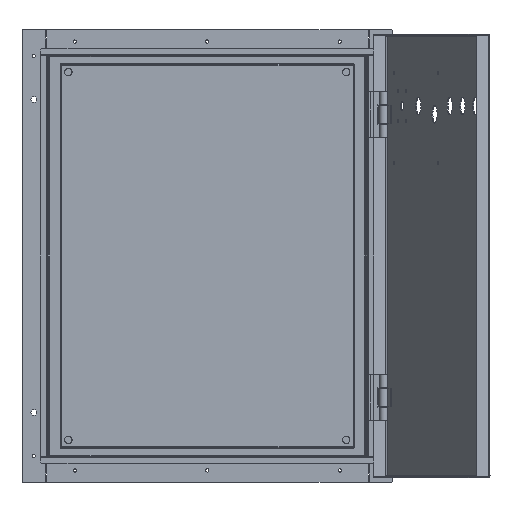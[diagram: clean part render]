
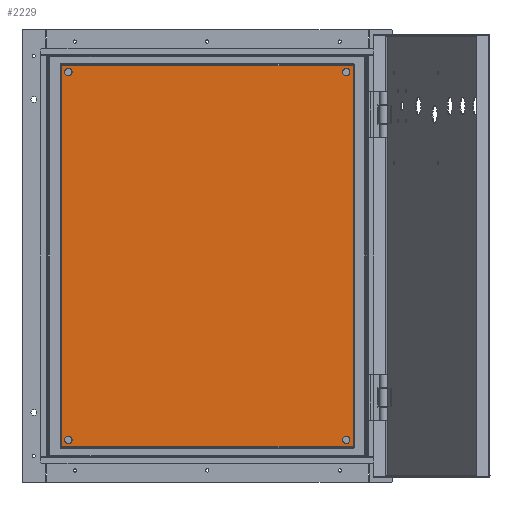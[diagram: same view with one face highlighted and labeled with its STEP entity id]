
A CAD part, front view. The second image highlights one B-rep face of the part: STEP entity #2229.
In plain terms, the highlighted free-form (B-spline) face has degree [1, 1] with [2, 2] control points.
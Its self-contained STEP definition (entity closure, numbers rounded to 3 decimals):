
#2229 = ADVANCED_FACE('',(#2230,#2244,#2258,#2272,#2286),#2316,.T.);
#2230 = FACE_BOUND('',#2231,.T.);
#2231 = EDGE_LOOP('',(#2232));
#2232 = ORIENTED_EDGE('',*,*,#2233,.F.);
#2233 = EDGE_CURVE('',#2234,#2234,#2236,.T.);
#2234 = VERTEX_POINT('',#2235);
#2235 = CARTESIAN_POINT('',(10.65,-166.702,
    -374.65));
#2236 = ( BOUNDED_CURVE() B_SPLINE_CURVE(2,(#2237,#2238,#2239,#2240,
#2241,#2242,#2243),.UNSPECIFIED.,.T.,.F.) B_SPLINE_CURVE_WITH_KNOTS((1,2
    ,2,2,2,1),(-2.094,0.,2.094,4.189,
6.283,8.378),.UNSPECIFIED.) CURVE() 
GEOMETRIC_REPRESENTATION_ITEM() RATIONAL_B_SPLINE_CURVE((1.,0.5,1.,0.5,
1.,0.5,1.)) REPRESENTATION_ITEM('') );
#2237 = CARTESIAN_POINT('',(10.65,-166.702,
    -374.65));
#2238 = CARTESIAN_POINT('',(10.65,-166.702,
    -363.256));
#2239 = CARTESIAN_POINT('',(0.783,-166.702,
    -368.953));
#2240 = CARTESIAN_POINT('',(-9.085,-166.702,
    -374.65));
#2241 = CARTESIAN_POINT('',(0.783,-166.702,
    -380.347));
#2242 = CARTESIAN_POINT('',(10.65,-166.702,
    -386.044));
#2243 = CARTESIAN_POINT('',(10.65,-166.702,
    -374.65));
#2244 = FACE_BOUND('',#2245,.T.);
#2245 = EDGE_LOOP('',(#2246));
#2246 = ORIENTED_EDGE('',*,*,#2247,.F.);
#2247 = EDGE_CURVE('',#2248,#2248,#2250,.T.);
#2248 = VERTEX_POINT('',#2249);
#2249 = CARTESIAN_POINT('',(10.65,-166.702,
    283.198));
#2250 = ( BOUNDED_CURVE() B_SPLINE_CURVE(2,(#2251,#2252,#2253,#2254,
#2255,#2256,#2257),.UNSPECIFIED.,.T.,.F.) B_SPLINE_CURVE_WITH_KNOTS((1,2
    ,2,2,2,1),(-2.094,0.,2.094,4.189,
6.283,8.378),.UNSPECIFIED.) CURVE() 
GEOMETRIC_REPRESENTATION_ITEM() RATIONAL_B_SPLINE_CURVE((1.,0.5,1.,0.5,
1.,0.5,1.)) REPRESENTATION_ITEM('') );
#2251 = CARTESIAN_POINT('',(10.65,-166.702,
    283.198));
#2252 = CARTESIAN_POINT('',(10.65,-166.702,
    294.593));
#2253 = CARTESIAN_POINT('',(0.783,-166.702,
    288.896));
#2254 = CARTESIAN_POINT('',(-9.085,-166.702,
    283.198));
#2255 = CARTESIAN_POINT('',(0.783,-166.702,
    277.501));
#2256 = CARTESIAN_POINT('',(10.65,-166.702,
    271.804));
#2257 = CARTESIAN_POINT('',(10.65,-166.702,
    283.198));
#2258 = FACE_BOUND('',#2259,.T.);
#2259 = EDGE_LOOP('',(#2260));
#2260 = ORIENTED_EDGE('',*,*,#2261,.F.);
#2261 = EDGE_CURVE('',#2262,#2262,#2264,.T.);
#2262 = VERTEX_POINT('',#2263);
#2263 = CARTESIAN_POINT('',(507.691,-166.702,
    -374.65));
#2264 = ( BOUNDED_CURVE() B_SPLINE_CURVE(2,(#2265,#2266,#2267,#2268,
#2269,#2270,#2271),.UNSPECIFIED.,.T.,.F.) B_SPLINE_CURVE_WITH_KNOTS((1,2
    ,2,2,2,1),(-2.094,0.,2.094,4.189,
6.283,8.378),.UNSPECIFIED.) CURVE() 
GEOMETRIC_REPRESENTATION_ITEM() RATIONAL_B_SPLINE_CURVE((1.,0.5,1.,0.5,
1.,0.5,1.)) REPRESENTATION_ITEM('') );
#2265 = CARTESIAN_POINT('',(507.691,-166.702,
    -374.65));
#2266 = CARTESIAN_POINT('',(507.691,-166.702,
    -363.256));
#2267 = CARTESIAN_POINT('',(497.824,-166.702,
    -368.953));
#2268 = CARTESIAN_POINT('',(487.956,-166.702,
    -374.65));
#2269 = CARTESIAN_POINT('',(497.824,-166.702,
    -380.347));
#2270 = CARTESIAN_POINT('',(507.691,-166.702,
    -386.044));
#2271 = CARTESIAN_POINT('',(507.691,-166.702,
    -374.65));
#2272 = FACE_BOUND('',#2273,.T.);
#2273 = EDGE_LOOP('',(#2274));
#2274 = ORIENTED_EDGE('',*,*,#2275,.F.);
#2275 = EDGE_CURVE('',#2276,#2276,#2278,.T.);
#2276 = VERTEX_POINT('',#2277);
#2277 = CARTESIAN_POINT('',(507.691,-166.702,
    283.198));
#2278 = ( BOUNDED_CURVE() B_SPLINE_CURVE(2,(#2279,#2280,#2281,#2282,
#2283,#2284,#2285),.UNSPECIFIED.,.T.,.F.) B_SPLINE_CURVE_WITH_KNOTS((1,2
    ,2,2,2,1),(-2.094,0.,2.094,4.189,
6.283,8.378),.UNSPECIFIED.) CURVE() 
GEOMETRIC_REPRESENTATION_ITEM() RATIONAL_B_SPLINE_CURVE((1.,0.5,1.,0.5,
1.,0.5,1.)) REPRESENTATION_ITEM('') );
#2279 = CARTESIAN_POINT('',(507.691,-166.702,
    283.198));
#2280 = CARTESIAN_POINT('',(507.691,-166.702,
    294.593));
#2281 = CARTESIAN_POINT('',(497.824,-166.702,
    288.896));
#2282 = CARTESIAN_POINT('',(487.956,-166.702,
    283.198));
#2283 = CARTESIAN_POINT('',(497.824,-166.702,
    277.501));
#2284 = CARTESIAN_POINT('',(507.691,-166.702,
    271.804));
#2285 = CARTESIAN_POINT('',(507.691,-166.702,
    283.198));
#2286 = FACE_BOUND('',#2287,.T.);
#2287 = EDGE_LOOP('',(#2288,#2297,#2304,#2311));
#2288 = ORIENTED_EDGE('',*,*,#2289,.T.);
#2289 = EDGE_CURVE('',#2290,#2292,#2294,.T.);
#2290 = VERTEX_POINT('',#2291);
#2291 = CARTESIAN_POINT('',(-8.354,-166.702,
    295.624));
#2292 = VERTEX_POINT('',#2293);
#2293 = CARTESIAN_POINT('',(-8.354,-166.702,
    -387.076));
#2294 = B_SPLINE_CURVE_WITH_KNOTS('',1,(#2295,#2296),.UNSPECIFIED.,.F.,
  .F.,(2,2),(-233.5,233.5),.PIECEWISE_BEZIER_KNOTS.);
#2295 = CARTESIAN_POINT('',(-8.354,-166.702,
    295.624));
#2296 = CARTESIAN_POINT('',(-8.354,-166.702,
    -387.076));
#2297 = ORIENTED_EDGE('',*,*,#2298,.T.);
#2298 = EDGE_CURVE('',#2292,#2299,#2301,.T.);
#2299 = VERTEX_POINT('',#2300);
#2300 = CARTESIAN_POINT('',(513.539,-166.702,
    -387.076));
#2301 = B_SPLINE_CURVE_WITH_KNOTS('',1,(#2302,#2303),.UNSPECIFIED.,.F.,
  .F.,(2,2),(-178.5,178.5),.PIECEWISE_BEZIER_KNOTS.);
#2302 = CARTESIAN_POINT('',(-8.354,-166.702,
    -387.076));
#2303 = CARTESIAN_POINT('',(513.539,-166.702,
    -387.076));
#2304 = ORIENTED_EDGE('',*,*,#2305,.T.);
#2305 = EDGE_CURVE('',#2299,#2306,#2308,.T.);
#2306 = VERTEX_POINT('',#2307);
#2307 = CARTESIAN_POINT('',(513.539,-166.702,
    295.624));
#2308 = B_SPLINE_CURVE_WITH_KNOTS('',1,(#2309,#2310),.UNSPECIFIED.,.F.,
  .F.,(2,2),(-233.5,233.5),.PIECEWISE_BEZIER_KNOTS.);
#2309 = CARTESIAN_POINT('',(513.539,-166.702,
    -387.076));
#2310 = CARTESIAN_POINT('',(513.539,-166.702,
    295.624));
#2311 = ORIENTED_EDGE('',*,*,#2312,.T.);
#2312 = EDGE_CURVE('',#2306,#2290,#2313,.T.);
#2313 = B_SPLINE_CURVE_WITH_KNOTS('',1,(#2314,#2315),.UNSPECIFIED.,.F.,
  .F.,(2,2),(-178.5,178.5),.PIECEWISE_BEZIER_KNOTS.);
#2314 = CARTESIAN_POINT('',(513.539,-166.702,
    295.624));
#2315 = CARTESIAN_POINT('',(-8.354,-166.702,
    295.624));
#2316 = B_SPLINE_SURFACE_WITH_KNOTS('',1,1,(
    (#2317,#2318)
    ,(#2319,#2320
  )),.UNSPECIFIED.,.F.,.F.,.F.,(2,2),(2,2),(-178.5,178.5),(-233.5,233.5)
  ,.PIECEWISE_BEZIER_KNOTS.);
#2317 = CARTESIAN_POINT('',(-8.354,-166.702,
    -387.076));
#2318 = CARTESIAN_POINT('',(-8.354,-166.702,
    295.624));
#2319 = CARTESIAN_POINT('',(513.539,-166.702,
    -387.076));
#2320 = CARTESIAN_POINT('',(513.539,-166.702,
    295.624));
